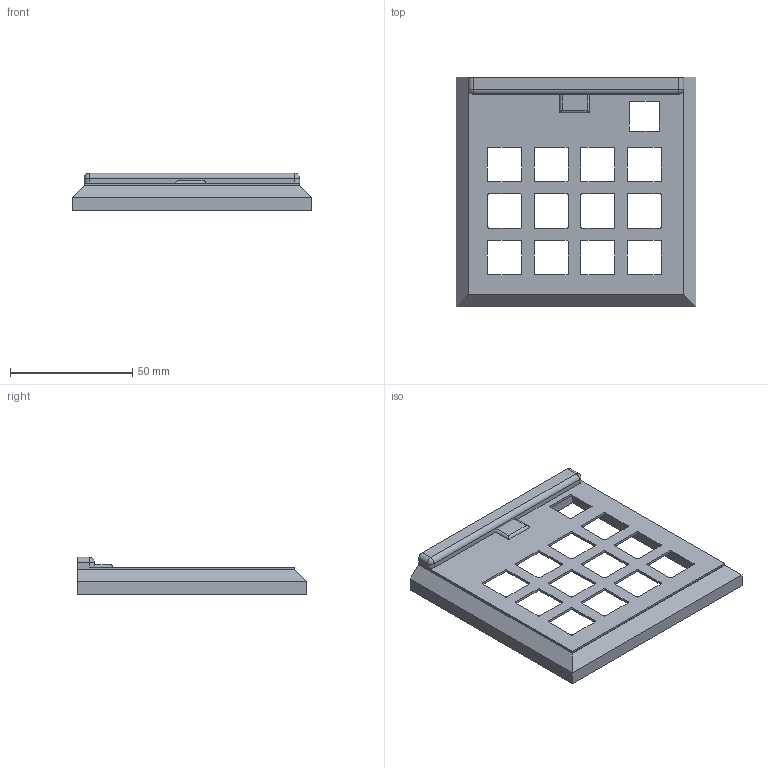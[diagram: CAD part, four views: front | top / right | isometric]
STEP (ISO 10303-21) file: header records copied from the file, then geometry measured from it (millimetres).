
FILE_DESCRIPTION(/* description */ ('','CAx-IF Rec.Pracs.---Representation and Presentation of Product Manufacturing Information (PMI)---4.0---2014-10-13'),/* implementation_level */ '2;1');
FILE_NAME(/* name */ 'Top.step',/* time_stamp */ '2025-02-20T23:14:14-05:00',/* author */ (''),/* organization */ (''),/* preprocessor_version */ 'ST-DEVELOPER v20',/* originating_system */ 'Autodesk Translation Framework v13.20.0.188',/* authorisation */ '');
FILE_SCHEMA (('AP242_MANAGED_MODEL_BASED_3D_ENGINEERING_MIM_LF { 1 0 10303 442 1 1 4 }'));
Length unit declared in the file: millimetre
Products named in the file (1): Top
Bounding box: 98.14 x 93.94 x 15.3 mm (x, y, z)
Volume: 27672.7 mm3; surface area: 24504.1 mm2
Topology: 4 solids, 4 shells, 258 faces, 737 edges, 488 vertices
Faces by surface type: cylinder 153, plane 93, bspline 10, sphere 2
Full cylindrical faces by diameter (mm): 3.332 x12, 4.109 x6, 4.11 x6
Entity records: 14198 total; most frequent: CARTESIAN_POINT 7653, ORIENTED_EDGE 1474, DIRECTION 1179, EDGE_CURVE 737, VERTEX_POINT 488, LINE 393, VECTOR 393, AXIS2_PLACEMENT_3D 393
